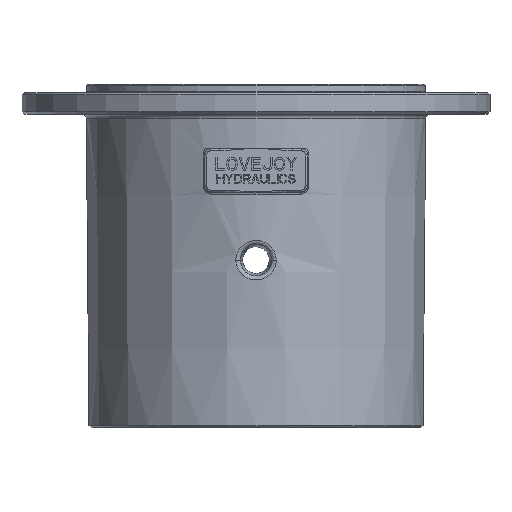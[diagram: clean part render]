
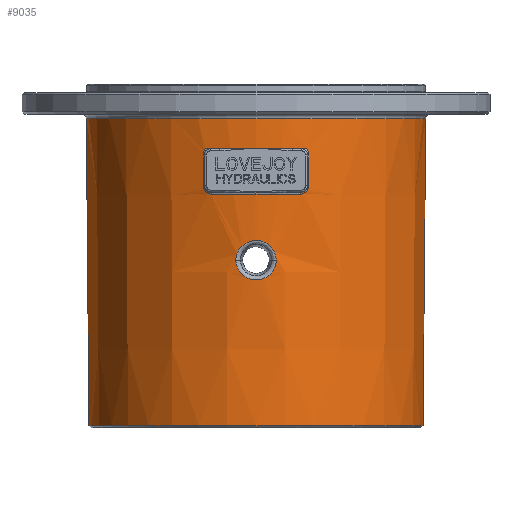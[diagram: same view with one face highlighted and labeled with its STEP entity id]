
A CAD part, left-side view. The second image highlights one B-rep face of the part: STEP entity #9035.
In plain terms, the highlighted conical face has half-angle 0.5 degrees and reference radius 62.229 mm.
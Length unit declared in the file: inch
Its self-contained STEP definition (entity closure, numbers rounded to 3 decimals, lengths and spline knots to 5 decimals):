
#126=CARTESIAN_POINT('',(-2.43385,-0.29357,
-2.62045));
#127=CARTESIAN_POINT('',(-2.43365,-0.29356,
-2.64345));
#128=CARTESIAN_POINT('',(-2.43392,-0.28814,
-2.68823));
#129=CARTESIAN_POINT('',(-2.43621,-0.26335,
-2.75386));
#130=CARTESIAN_POINT('',(-2.43977,-0.22338,
-2.8115));
#131=CARTESIAN_POINT('',(-2.44375,-0.17003,
-2.85861));
#132=CARTESIAN_POINT('',(-2.44712,-0.10643,
-2.89181));
#133=CARTESIAN_POINT('',(-2.44905,-0.03652,
-2.90897));
#134=CARTESIAN_POINT('',(-2.44907,0.03554,
-2.90911));
#135=CARTESIAN_POINT('',(-2.44715,0.10585,
-2.89205));
#136=CARTESIAN_POINT('',(-2.44377,0.16965,
-2.85889));
#137=CARTESIAN_POINT('',(-2.43979,0.22323,
-2.8117));
#138=CARTESIAN_POINT('',(-2.43621,0.26334,
-2.75389));
#139=CARTESIAN_POINT('',(-2.43392,0.28812,
-2.68829));
#140=CARTESIAN_POINT('',(-2.43365,0.29356,
-2.64347));
#141=CARTESIAN_POINT('',(-2.43385,0.29357,
-2.62045));
#143=CARTESIAN_POINT('',(-2.43385,0.29357,
-2.62045));
#144=CARTESIAN_POINT('',(-2.43406,0.29357,
-2.59742));
#145=CARTESIAN_POINT('',(-2.43511,0.28816,
-2.55259));
#146=CARTESIAN_POINT('',(-2.43855,0.26334,
-2.48686));
#147=CARTESIAN_POINT('',(-2.44313,0.22329,
-2.42914));
#148=CARTESIAN_POINT('',(-2.44793,0.16987,
-2.38203));
#149=CARTESIAN_POINT('',(-2.45187,0.10628,
-2.34889));
#150=CARTESIAN_POINT('',(-2.45409,0.03642,
-2.33177));
#151=CARTESIAN_POINT('',(-2.45411,-0.03549,
-2.33164));
#152=CARTESIAN_POINT('',(-2.4519,-0.10572,
-2.34865));
#153=CARTESIAN_POINT('',(-2.44795,-0.16952,
-2.38177));
#154=CARTESIAN_POINT('',(-2.44315,-0.22316,-2.42896));
#155=CARTESIAN_POINT('',(-2.43855,-0.26334,
-2.48684));
#156=CARTESIAN_POINT('',(-2.43511,-0.28815,
-2.55257));
#157=CARTESIAN_POINT('',(-2.43406,-0.29357,
-2.59741));
#158=CARTESIAN_POINT('',(-2.43385,-0.29357,
-2.62045));
#160=CARTESIAN_POINT('',(-2.34129,-0.77062,
-1.08974));
#161=CARTESIAN_POINT('',(-2.34137,-0.77062,
-1.08125));
#162=CARTESIAN_POINT('',(-2.3421,-0.76887,
-1.06466));
#163=CARTESIAN_POINT('',(-2.34484,-0.76118,
-1.04056));
#164=CARTESIAN_POINT('',(-2.34913,-0.7485,
-1.0184));
#165=CARTESIAN_POINT('',(-2.3528,-0.73721,
-1.00579));
#166=CARTESIAN_POINT('',(-2.35485,-0.73077,
-1.));
#168=CARTESIAN_POINT('',(-2.35485,0.73078,-1.));
#169=CARTESIAN_POINT('',(-2.35279,0.73724,
-1.0058));
#170=CARTESIAN_POINT('',(-2.34911,0.74854,
-1.01846));
#171=CARTESIAN_POINT('',(-2.34481,0.76125,
-1.04069));
#172=CARTESIAN_POINT('',(-2.34208,0.76891,
-1.06487));
#173=CARTESIAN_POINT('',(-2.34137,0.77062,
-1.08134));
#174=CARTESIAN_POINT('',(-2.34129,0.77062,
-1.08974));
#176=DIRECTION('',(0.009,0.,-1.));
#177=VECTOR('',#176,0.45002);
#178=CARTESIAN_POINT('',(-2.34129,0.77062,
-1.08974));
#179=LINE('',#178,#177);
#180=CARTESIAN_POINT('',(-2.33716,0.77061,
-1.53974));
#181=CARTESIAN_POINT('',(-2.33706,0.77061,
-1.55019));
#182=CARTESIAN_POINT('',(-2.33774,0.768,
-1.5704));
#183=CARTESIAN_POINT('',(-2.34126,0.75644,
-1.59944));
#184=CARTESIAN_POINT('',(-2.34702,0.7377,
-1.62468));
#185=CARTESIAN_POINT('',(-2.3545,0.71292,
-1.64438));
#186=CARTESIAN_POINT('',(-2.36316,0.68333,
-1.65694));
#187=CARTESIAN_POINT('',(-2.36894,0.66275,
-1.65974));
#188=CARTESIAN_POINT('',(-2.37189,0.65205,
-1.65974));
#190=CARTESIAN_POINT('',(-2.37189,-0.65205,
-1.65974));
#191=CARTESIAN_POINT('',(-2.36891,-0.66287,
-1.65974));
#192=CARTESIAN_POINT('',(-2.36307,-0.68362,
-1.65686));
#193=CARTESIAN_POINT('',(-2.35444,-0.71313,
-1.64426));
#194=CARTESIAN_POINT('',(-2.34695,-0.73792,
-1.62445));
#195=CARTESIAN_POINT('',(-2.34122,-0.75657,
-1.59922));
#196=CARTESIAN_POINT('',(-2.33772,-0.76808,
-1.57004));
#197=CARTESIAN_POINT('',(-2.33707,-0.77061,
-1.55004));
#198=CARTESIAN_POINT('',(-2.33716,-0.77061,
-1.53974));
#200=DIRECTION('',(-0.009,0.,1.));
#201=VECTOR('',#200,0.45002);
#202=CARTESIAN_POINT('',(-2.33716,-0.77061,
-1.53974));
#203=LINE('',#202,#201);
#204=CARTESIAN_POINT('',(0.,0.,-5.02974));
#205=DIRECTION('',(0.,0.,1.));
#206=DIRECTION('',(0.,1.,0.));
#207=AXIS2_PLACEMENT_3D('',#204,#205,#206);
#209=CARTESIAN_POINT('',(0.,0.,-0.55948));
#210=DIRECTION('',(0.,0.,1.));
#211=DIRECTION('',(0.,1.,0.));
#212=AXIS2_PLACEMENT_3D('',#209,#210,#211);
#1194=DIRECTION('',(0.,-0.009,1.));
#1195=VECTOR('',#1194,4.47043);
#1196=CARTESIAN_POINT('',(0.,-2.43047,-5.02974));
#1197=LINE('',#1196,#1195);
#1203=DIRECTION('',(0.,-0.009,-1.));
#1204=VECTOR('',#1203,4.47043);
#1205=CARTESIAN_POINT('',(0.,2.46948,-0.55948));
#1206=LINE('',#1205,#1204);
#2309=CARTESIAN_POINT('',(0.,0.,-1.));
#2310=DIRECTION('',(0.,0.,1.));
#2311=DIRECTION('',(-0.955,0.296,0.));
#2312=AXIS2_PLACEMENT_3D('',#2309,#2310,#2311);
#6905=CARTESIAN_POINT('',(0.,0.,-1.65974));
#6906=DIRECTION('',(0.,0.,-1.));
#6907=DIRECTION('',(-0.964,-0.265,0.));
#6908=AXIS2_PLACEMENT_3D('',#6905,#6906,#6907);
#7058=VERTEX_POINT('',#126);
#7059=VERTEX_POINT('',#141);
#7066=VERTEX_POINT('',#190);
#7067=VERTEX_POINT('',#198);
#7070=CARTESIAN_POINT('',(-2.34129,-0.77062,
-1.08974));
#7071=VERTEX_POINT('',#7070);
#7073=VERTEX_POINT('',#180);
#7074=VERTEX_POINT('',#188);
#7077=CARTESIAN_POINT('',(-2.34129,0.77062,
-1.08974));
#7078=VERTEX_POINT('',#7077);
#8672=CARTESIAN_POINT('',(0.,2.46948,-0.55948));
#8674=VERTEX_POINT('',#8672);
#8676=CARTESIAN_POINT('',(0.,-2.46948,-0.55948));
#8678=VERTEX_POINT('',#8676);
#8739=CARTESIAN_POINT('',(0.,2.43047,-5.02974));
#8740=CARTESIAN_POINT('',(0.,-2.43047,-5.02974));
#8741=VERTEX_POINT('',#8739);
#8742=VERTEX_POINT('',#8740);
#8751=CARTESIAN_POINT('',(-2.35485,0.73078,
-1.));
#8752=CARTESIAN_POINT('',(-2.35485,-0.73077,
-1.));
#8753=VERTEX_POINT('',#8751);
#8754=VERTEX_POINT('',#8752);
#8997=CARTESIAN_POINT('',(0.,0.,-2.79461));
#8998=DIRECTION('',(0.,0.,1.));
#8999=DIRECTION('',(0.,1.,0.));
#9000=AXIS2_PLACEMENT_3D('',#8997,#8998,#8999);
#9001=CONICAL_SURFACE('',#9000,2.44998,0.5);
#9003=ORIENTED_EDGE('',*,*,#9002,.F.);
#9005=ORIENTED_EDGE('',*,*,#9004,.F.);
#9006=ORIENTED_EDGE('',*,*,#8992,.T.);
#9008=ORIENTED_EDGE('',*,*,#9007,.F.);
#9009=EDGE_LOOP('',(#9003,#9005,#9006,#9008));
#9010=FACE_OUTER_BOUND('',#9009,.F.);
#9012=ORIENTED_EDGE('',*,*,#9011,.T.);
#9014=ORIENTED_EDGE('',*,*,#9013,.F.);
#9016=ORIENTED_EDGE('',*,*,#9015,.T.);
#9018=ORIENTED_EDGE('',*,*,#9017,.T.);
#9020=ORIENTED_EDGE('',*,*,#9019,.T.);
#9022=ORIENTED_EDGE('',*,*,#9021,.F.);
#9024=ORIENTED_EDGE('',*,*,#9023,.T.);
#9026=ORIENTED_EDGE('',*,*,#9025,.T.);
#9027=EDGE_LOOP('',(#9012,#9014,#9016,#9018,#9020,#9022,#9024,#9026));
#9028=FACE_BOUND('',#9027,.F.);
#9030=ORIENTED_EDGE('',*,*,#9029,.F.);
#9032=ORIENTED_EDGE('',*,*,#9031,.F.);
#9033=EDGE_LOOP('',(#9030,#9032));
#9034=FACE_BOUND('',#9033,.F.);
#9035=ADVANCED_FACE('',(#9010,#9028,#9034),#9001,.T.);
#142=B_SPLINE_CURVE_WITH_KNOTS('',3,(#126,#127,#128,#129,#130,#131,#132,#133,
#134,#135,#136,#137,#138,#139,#140,#141),.UNSPECIFIED.,.F.,.F.,(4,1,1,1,1,1,1,1,
1,1,1,1,1,4),(0.,0.07692,0.15385,0.23077,
0.30769,0.38462,0.46154,0.53846,
0.61538,0.69231,0.76923,0.84615,
0.92308,1.),.UNSPECIFIED.);
#159=B_SPLINE_CURVE_WITH_KNOTS('',3,(#143,#144,#145,#146,#147,#148,#149,#150,
#151,#152,#153,#154,#155,#156,#157,#158),.UNSPECIFIED.,.F.,.F.,(4,1,1,1,1,1,1,1,
1,1,1,1,1,4),(0.,0.07692,0.15385,0.23077,
0.30769,0.38462,0.46154,0.53846,
0.61538,0.69231,0.76923,0.84615,
0.92308,1.),.UNSPECIFIED.);
#167=B_SPLINE_CURVE_WITH_KNOTS('',3,(#160,#161,#162,#163,#164,#165,#166),
.UNSPECIFIED.,.F.,.F.,(4,1,1,1,4),(0.,0.25,0.5,0.75,1.),
.UNSPECIFIED.);
#175=B_SPLINE_CURVE_WITH_KNOTS('',3,(#168,#169,#170,#171,#172,#173,#174),
.UNSPECIFIED.,.F.,.F.,(4,1,1,1,4),(0.,0.25,0.5,0.75,1.),
.UNSPECIFIED.);
#189=B_SPLINE_CURVE_WITH_KNOTS('',3,(#180,#181,#182,#183,#184,#185,#186,#187,
#188),.UNSPECIFIED.,.F.,.F.,(4,1,1,1,1,1,4),(0.,0.16667,
0.33333,0.5,0.66667,0.83333,1.),
.UNSPECIFIED.);
#199=B_SPLINE_CURVE_WITH_KNOTS('',3,(#190,#191,#192,#193,#194,#195,#196,#197,
#198),.UNSPECIFIED.,.F.,.F.,(4,1,1,1,1,1,4),(0.,0.16667,
0.33333,0.5,0.66667,0.83333,1.),
.UNSPECIFIED.);
#208=CIRCLE('',#207,2.43047);
#213=CIRCLE('',#212,2.46948);
#2313=CIRCLE('',#2312,2.46564);
#6909=CIRCLE('',#6908,2.45988);
#8992=EDGE_CURVE('',#8674,#8678,#213,.T.);
#9002=EDGE_CURVE('',#8741,#8742,#208,.T.);
#9004=EDGE_CURVE('',#8674,#8741,#1206,.T.);
#9007=EDGE_CURVE('',#8742,#8678,#1197,.T.);
#9011=EDGE_CURVE('',#7071,#8754,#167,.T.);
#9013=EDGE_CURVE('',#8753,#8754,#2313,.T.);
#9015=EDGE_CURVE('',#8753,#7078,#175,.T.);
#9017=EDGE_CURVE('',#7078,#7073,#179,.T.);
#9019=EDGE_CURVE('',#7073,#7074,#189,.T.);
#9021=EDGE_CURVE('',#7066,#7074,#6909,.T.);
#9023=EDGE_CURVE('',#7066,#7067,#199,.T.);
#9025=EDGE_CURVE('',#7067,#7071,#203,.T.);
#9029=EDGE_CURVE('',#7058,#7059,#142,.T.);
#9031=EDGE_CURVE('',#7059,#7058,#159,.T.);
